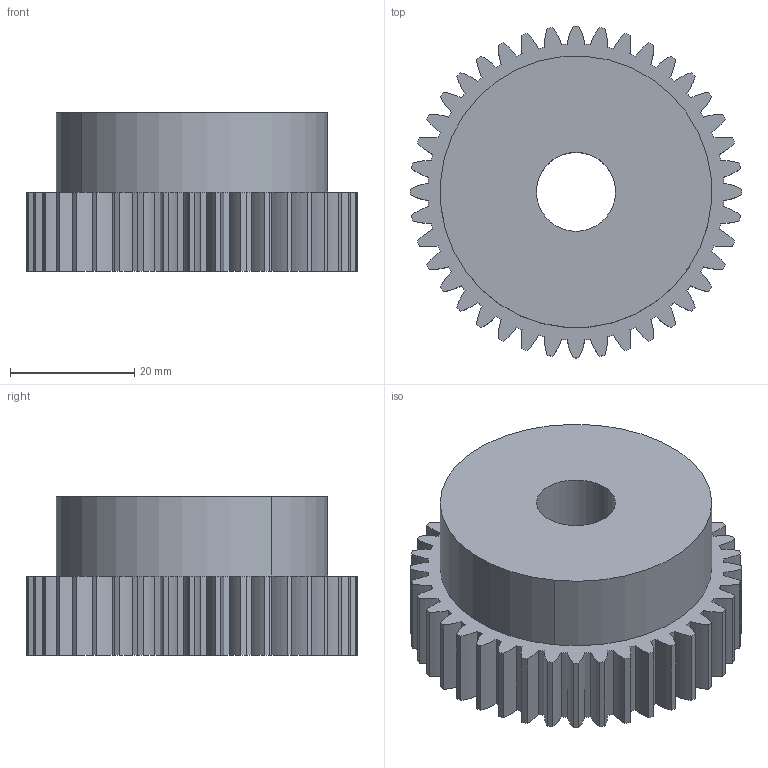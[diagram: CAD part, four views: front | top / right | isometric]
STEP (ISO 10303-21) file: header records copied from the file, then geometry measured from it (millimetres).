
FILE_DESCRIPTION((''),'2;1');
FILE_NAME('gss-2040.stp','2001-12-29T19:15:56',('Administrator'),(''),'Autodesk Inventor (tm) 3.0','Autodesk Inventor (tm) 3.0','');
FILE_SCHEMA(('CONFIG_CONTROL_DESIGN'));
Length unit declared in the file: inch
Products named in the file (1): gss-2040
Bounding box: 53.34 x 53.34 x 25.4 mm (x, y, z)
Volume: 41381.3 mm3; surface area: 10578.4 mm2
Topology: 1 solids, 1 shells, 167 faces, 492 edges, 328 vertices
Faces by surface type: cylinder 162, plane 3, bspline 2
Entity records: 5901 total; most frequent: DIRECTION 1152, CARTESIAN_POINT 1022, ORIENTED_EDGE 984, AXIS2_PLACEMENT_3D 494, EDGE_CURVE 492, VERTEX_POINT 328, CIRCLE 328, EDGE_LOOP 170
